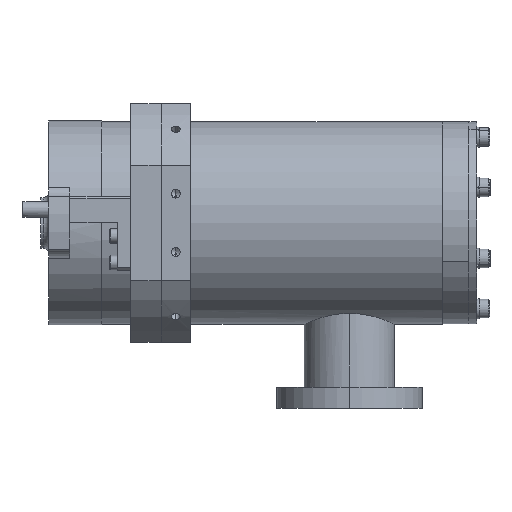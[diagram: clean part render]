
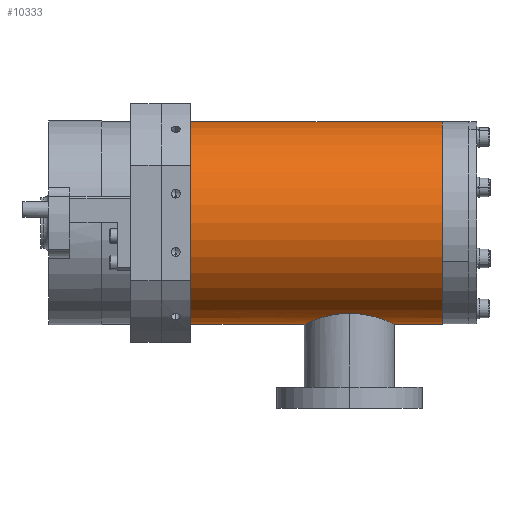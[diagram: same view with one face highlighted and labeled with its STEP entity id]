
A CAD part, left-side view. The second image highlights one B-rep face of the part: STEP entity #10333.
In plain terms, the highlighted cylindrical face has radius 38.15 mm (diameter 76.3 mm), a partial arc.
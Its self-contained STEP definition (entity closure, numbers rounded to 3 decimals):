
#119 = EDGE_LOOP ( 'NONE', ( #1838, #11616, #3796, #12551, #1136, #3686, #6194 ) ) ;
#153 = CARTESIAN_POINT ( 'NONE',  ( 0., -96., 0. ) ) ;
#376 = CARTESIAN_POINT ( 'NONE',  ( 14.488, -64.916, 35.292 ) ) ;
#725 = CARTESIAN_POINT ( 'NONE',  ( 11.306, -51.094, 36.443 ) ) ;
#885 = VERTEX_POINT ( 'NONE', #5339 ) ;
#893 = CARTESIAN_POINT ( 'NONE',  ( 11.92, -51.843, 36.244 ) ) ;
#944 = CARTESIAN_POINT ( 'NONE',  ( 0.493, -46., 38.15 ) ) ;
#1136 = ORIENTED_EDGE ( 'NONE', *, *, #7200, .T. ) ;
#1356 = DIRECTION ( 'NONE',  ( 0., 1., 0. ) ) ;
#1640 = CARTESIAN_POINT ( 'NONE',  ( 12.984, -68.527, 35.873 ) ) ;
#1744 = CARTESIAN_POINT ( 'NONE',  ( 2.481, -75.802, 38.072 ) ) ;
#1809 = CARTESIAN_POINT ( 'NONE',  ( 0.5, -76., 38.15 ) ) ;
#1838 = ORIENTED_EDGE ( 'NONE', *, *, #13437, .T. ) ;
#2074 = CARTESIAN_POINT ( 'NONE',  ( 6.229, -47.346, 37.641 ) ) ;
#2127 = EDGE_CURVE ( 'NONE', #11008, #12097, #12741, .T. ) ;
#2242 = CARTESIAN_POINT ( 'NONE',  ( 12.73, -53.051, 35.965 ) ) ;
#2395 = CARTESIAN_POINT ( 'NONE',  ( 14.976, -60.01, 35.088 ) ) ;
#2629 = EDGE_CURVE ( 'NONE', #4640, #13906, #4778, .T. ) ;
#2982 = CARTESIAN_POINT ( 'NONE',  ( 3.922, -75.486, 37.951 ) ) ;
#3035 = CARTESIAN_POINT ( 'NONE',  ( 9.153, -72.894, 37.038 ) ) ;
#3094 = CARTESIAN_POINT ( 'NONE',  ( 11.916, -70.163, 36.246 ) ) ;
#3686 = ORIENTED_EDGE ( 'NONE', *, *, #5174, .T. ) ;
#3746 = CARTESIAN_POINT ( 'NONE',  ( 0., -46., 38.15 ) ) ;
#3796 = ORIENTED_EDGE ( 'NONE', *, *, #7069, .F. ) ;
#4165 = VECTOR ( 'NONE', #1356, 1000. ) ;
#4325 = CARTESIAN_POINT ( 'NONE',  ( 8.763, -73.184, 37.132 ) ) ;
#4386 = CARTESIAN_POINT ( 'NONE',  ( 0., -76., 38.15 ) ) ;
#4418 = CARTESIAN_POINT ( 'NONE',  ( 0., 0., 0. ) ) ;
#4443 = CARTESIAN_POINT ( 'NONE',  ( 11.301, -70.911, 36.445 ) ) ;
#4524 = CARTESIAN_POINT ( 'NONE',  ( 0., -96., 0. ) ) ;
#4530 = CARTESIAN_POINT ( 'NONE',  ( 14.802, -58.523, 35.161 ) ) ;
#4604 = FACE_OUTER_BOUND ( 'NONE', #119, .T. ) ;
#4640 = VERTEX_POINT ( 'NONE', #4643 ) ;
#4643 = CARTESIAN_POINT ( 'NONE',  ( 0., -96., 38.15 ) ) ;
#4652 = CARTESIAN_POINT ( 'NONE',  ( 13.658, -54.78, 35.622 ) ) ;
#4701 = CARTESIAN_POINT ( 'NONE',  ( 1.975, -46.122, 38.102 ) ) ;
#4778 = LINE ( 'NONE', #9021, #4165 ) ;
#5033 = CARTESIAN_POINT ( 'NONE',  ( 15., -61., 35.077 ) ) ;
#5174 = EDGE_CURVE ( 'NONE', #15086, #13906, #7401, .T. ) ;
#5339 = CARTESIAN_POINT ( 'NONE',  ( 0., 0., -38.15 ) ) ;
#5525 = DIRECTION ( 'NONE',  ( 0., 1., 0. ) ) ;
#5662 = DIRECTION ( 'NONE',  ( 0., 0., 1. ) ) ;
#5894 = CARTESIAN_POINT ( 'NONE',  ( 0., -46., 38.15 ) ) ;
#6194 = ORIENTED_EDGE ( 'NONE', *, *, #2629, .F. ) ;
#6267 = CARTESIAN_POINT ( 'NONE',  ( 0., -96., 38.15 ) ) ;
#6623 = VERTEX_POINT ( 'NONE', #12603 ) ;
#6697 = CARTESIAN_POINT ( 'NONE',  ( 15., -61., 35.077 ) ) ;
#6871 = CARTESIAN_POINT ( 'NONE',  ( 13.448, -67.662, 35.702 ) ) ;
#6981 = CARTESIAN_POINT ( 'NONE',  ( 12.73, -68.949, 35.965 ) ) ;
#7069 = EDGE_CURVE ( 'NONE', #12097, #885, #13989, .T. ) ;
#7119 = DIRECTION ( 'NONE',  ( 0., 0., 1. ) ) ;
#7124 = CARTESIAN_POINT ( 'NONE',  ( 7.96, -48.277, 37.313 ) ) ;
#7179 = CARTESIAN_POINT ( 'NONE',  ( 0.987, -46.024, 38.14 ) ) ;
#7200 = EDGE_CURVE ( 'NONE', #11008, #15086, #12024, .T. ) ;
#7401 = B_SPLINE_CURVE_WITH_KNOTS ( 'NONE', 3,
 ( #6697, #15376, #13058, #7811, #376, #9470, #15714, #9528, #6871, #1640, #6981, #3094, #4443, #8188, #14370, #3035, #4325, #9416, #13331, #11998, #9302, #2982, #13221, #1744, #8035, #15655, #1809, #4386 ),
 .UNSPECIFIED., .F., .F.,
 ( 4, 2, 2, 2, 2, 2, 2, 2, 2, 2, 2, 2, 2, 4 ),
 ( 0.071, 0.074, 0.075, 0.077, 0.078, 0.08, 0.083, 0.084, 0.086, 0.089, 0.09, 0.092, 0.093, 0.095 ),
 .UNSPECIFIED. ) ;
#7659 = EDGE_CURVE ( 'NONE', #6623, #885, #13392, .T. ) ;
#7811 = CARTESIAN_POINT ( 'NONE',  ( 14.61, -64.433, 35.242 ) ) ;
#8003 = VECTOR ( 'NONE', #15013, 1000. ) ;
#8035 = CARTESIAN_POINT ( 'NONE',  ( 1.992, -75.875, 38.101 ) ) ;
#8188 = CARTESIAN_POINT ( 'NONE',  ( 10.271, -71.943, 36.743 ) ) ;
#8383 = CARTESIAN_POINT ( 'NONE',  ( 9.922, -49.708, 36.844 ) ) ;
#8548 = CARTESIAN_POINT ( 'NONE',  ( 7.542, -48.025, 37.4 ) ) ;
#9017 = DIRECTION ( 'NONE',  ( 0., 1., 0. ) ) ;
#9021 = CARTESIAN_POINT ( 'NONE',  ( 0., -96., 38.15 ) ) ;
#9130 = DIRECTION ( 'NONE',  ( 0., 0., 1. ) ) ;
#9302 = CARTESIAN_POINT ( 'NONE',  ( 4.864, -75.198, 37.842 ) ) ;
#9385 = DIRECTION ( 'NONE',  ( 0., 1., 0. ) ) ;
#9416 = CARTESIAN_POINT ( 'NONE',  ( 7.555, -73.995, 37.404 ) ) ;
#9470 = CARTESIAN_POINT ( 'NONE',  ( 14.2, -65.857, 35.409 ) ) ;
#9528 = CARTESIAN_POINT ( 'NONE',  ( 13.658, -67.22, 35.622 ) ) ;
#9675 = CARTESIAN_POINT ( 'NONE',  ( 14.876, -59.015, 35.13 ) ) ;
#9837 = CARTESIAN_POINT ( 'NONE',  ( 13.445, -54.332, 35.703 ) ) ;
#9883 = CARTESIAN_POINT ( 'NONE',  ( 2.472, -46.197, 38.073 ) ) ;
#10039 = VECTOR ( 'NONE', #5525, 1000. ) ;
#10198 = AXIS2_PLACEMENT_3D ( 'NONE', #4524, #15965, #7119 ) ;
#10333 = ADVANCED_FACE ( 'NONE', ( #4604 ), #14704, .T. ) ;
#11008 = VERTEX_POINT ( 'NONE', #3746 ) ;
#11313 = CARTESIAN_POINT ( 'NONE',  ( 15., -60.506, 35.077 ) ) ;
#11616 = ORIENTED_EDGE ( 'NONE', *, *, #7659, .T. ) ;
#11892 = CARTESIAN_POINT ( 'NONE',  ( 0., -96., -38.15 ) ) ;
#11895 = AXIS2_PLACEMENT_3D ( 'NONE', #4418, #9385, #5662 ) ;
#11998 = CARTESIAN_POINT ( 'NONE',  ( 5.331, -75.03, 37.779 ) ) ;
#12024 = B_SPLINE_CURVE_WITH_KNOTS ( 'NONE', 3,
 ( #5894, #944, #7179, #4701, #9883, #13577, #14853, #2074, #16023, #8548, #7124, #13418, #8383, #725, #893, #2242, #12260, #9837, #4652, #14679, #12143, #4530, #9675, #2395, #11313, #5033 ),
 .UNSPECIFIED., .F., .F.,
 ( 4, 2, 2, 2, 2, 2, 2, 2, 2, 2, 2, 2, 4 ),
 ( 0.047, 0.049, 0.05, 0.053, 0.055, 0.056, 0.059, 0.062, 0.064, 0.065, 0.068, 0.07, 0.071 ),
 .UNSPECIFIED. ) ;
#12097 = VERTEX_POINT ( 'NONE', #13938 ) ;
#12143 = CARTESIAN_POINT ( 'NONE',  ( 14.511, -57.074, 35.283 ) ) ;
#12260 = CARTESIAN_POINT ( 'NONE',  ( 12.981, -53.468, 35.874 ) ) ;
#12276 = AXIS2_PLACEMENT_3D ( 'NONE', #153, #9017, #9130 ) ;
#12551 = ORIENTED_EDGE ( 'NONE', *, *, #2127, .F. ) ;
#12603 = CARTESIAN_POINT ( 'NONE',  ( 0., -96., -38.15 ) ) ;
#12741 = LINE ( 'NONE', #6267, #8003 ) ;
#12810 = CARTESIAN_POINT ( 'NONE',  ( 15., -61., 35.077 ) ) ;
#12895 = CARTESIAN_POINT ( 'NONE',  ( 0., -76., 38.15 ) ) ;
#13058 = CARTESIAN_POINT ( 'NONE',  ( 14.903, -62.97, 35.119 ) ) ;
#13221 = CARTESIAN_POINT ( 'NONE',  ( 3.446, -75.607, 37.997 ) ) ;
#13331 = CARTESIAN_POINT ( 'NONE',  ( 6.698, -74.458, 37.569 ) ) ;
#13392 = LINE ( 'NONE', #11892, #10039 ) ;
#13418 = CARTESIAN_POINT ( 'NONE',  ( 9.17, -49.09, 37.041 ) ) ;
#13437 = EDGE_CURVE ( 'NONE', #4640, #6623, #14581, .T. ) ;
#13577 = CARTESIAN_POINT ( 'NONE',  ( 3.93, -46.49, 37.96 ) ) ;
#13906 = VERTEX_POINT ( 'NONE', #12895 ) ;
#13938 = CARTESIAN_POINT ( 'NONE',  ( 0., 0., 38.15 ) ) ;
#13989 = CIRCLE ( 'NONE', #11895, 38.15 ) ;
#14370 = CARTESIAN_POINT ( 'NONE',  ( 9.907, -72.274, 36.843 ) ) ;
#14581 = CIRCLE ( 'NONE', #10198, 38.15 ) ;
#14679 = CARTESIAN_POINT ( 'NONE',  ( 14.224, -56.139, 35.401 ) ) ;
#14704 = CYLINDRICAL_SURFACE ( 'NONE', #12276, 38.15 ) ;
#14853 = CARTESIAN_POINT ( 'NONE',  ( 4.868, -46.778, 37.849 ) ) ;
#15013 = DIRECTION ( 'NONE',  ( 0., 1., 0. ) ) ;
#15086 = VERTEX_POINT ( 'NONE', #12810 ) ;
#15376 = CARTESIAN_POINT ( 'NONE',  ( 15., -61.988, 35.077 ) ) ;
#15655 = CARTESIAN_POINT ( 'NONE',  ( 1.002, -75.975, 38.14 ) ) ;
#15714 = CARTESIAN_POINT ( 'NONE',  ( 14.034, -66.318, 35.475 ) ) ;
#15965 = DIRECTION ( 'NONE',  ( 0., 1., 0. ) ) ;
#16023 = CARTESIAN_POINT ( 'NONE',  ( 6.677, -47.559, 37.564 ) ) ;
